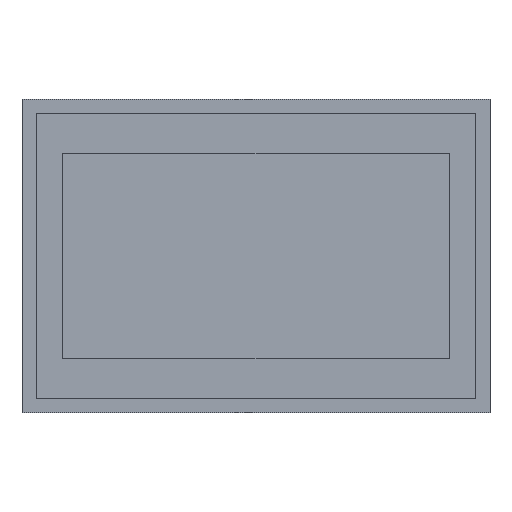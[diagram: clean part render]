
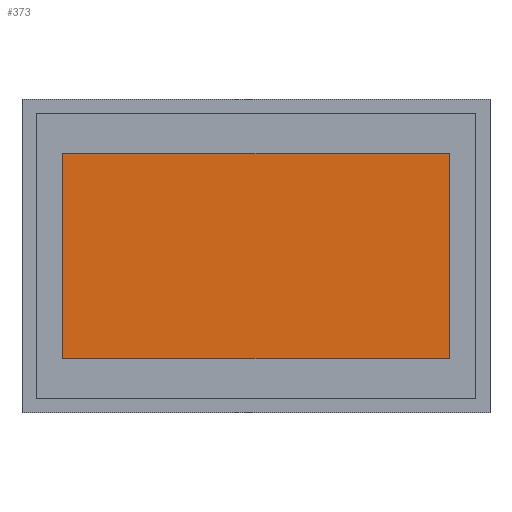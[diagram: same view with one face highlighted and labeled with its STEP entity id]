
A CAD part, front view. The second image highlights one B-rep face of the part: STEP entity #373.
In plain terms, the highlighted planar face has unit normal (0, -1, 0).
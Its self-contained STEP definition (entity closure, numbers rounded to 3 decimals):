
#104=ORIENTED_EDGE('',*,*,#149,.T.);
#105=ORIENTED_EDGE('',*,*,#152,.T.);
#106=ORIENTED_EDGE('',*,*,#154,.T.);
#107=ORIENTED_EDGE('',*,*,#155,.T.);
#149=EDGE_CURVE('',#185,#184,#229,.T.);
#152=EDGE_CURVE('',#184,#186,#232,.T.);
#154=EDGE_CURVE('',#186,#187,#234,.T.);
#155=EDGE_CURVE('',#187,#185,#235,.T.);
#184=VERTEX_POINT('',#587);
#185=VERTEX_POINT('',#589);
#186=VERTEX_POINT('',#593);
#187=VERTEX_POINT('',#597);
#229=LINE('',#588,#277);
#232=LINE('',#594,#280);
#234=LINE('',#598,#282);
#235=LINE('',#600,#283);
#277=VECTOR('',#485,1000.);
#280=VECTOR('',#490,1000.);
#282=VECTOR('',#494,1000.);
#283=VECTOR('',#497,1000.);
#307=EDGE_LOOP('',(#104,#105,#106,#107));
#331=FACE_BOUND('',#307,.T.);
#352=PLANE('',#407);
#373=ADVANCED_FACE('',(#331),#352,.T.);
#407=AXIS2_PLACEMENT_3D('',#601,#498,#499);
#485=DIRECTION('',(0.,0.,-1.));
#490=DIRECTION('',(1.,0.,0.));
#494=DIRECTION('',(0.,0.,1.));
#497=DIRECTION('',(-1.,0.,0.));
#498=DIRECTION('',(0.,-1.,0.));
#499=DIRECTION('',(0.,0.,-1.));
#587=CARTESIAN_POINT('',(-169.5,5.,-90.));
#588=CARTESIAN_POINT('',(-169.5,5.,90.));
#589=CARTESIAN_POINT('',(-169.5,5.,90.));
#593=CARTESIAN_POINT('',(169.5,5.,-90.));
#594=CARTESIAN_POINT('',(-169.5,5.,-90.));
#597=CARTESIAN_POINT('',(169.5,5.,90.));
#598=CARTESIAN_POINT('',(169.5,5.,-90.));
#600=CARTESIAN_POINT('',(169.5,5.,90.));
#601=CARTESIAN_POINT('',(0.,5.,0.));
